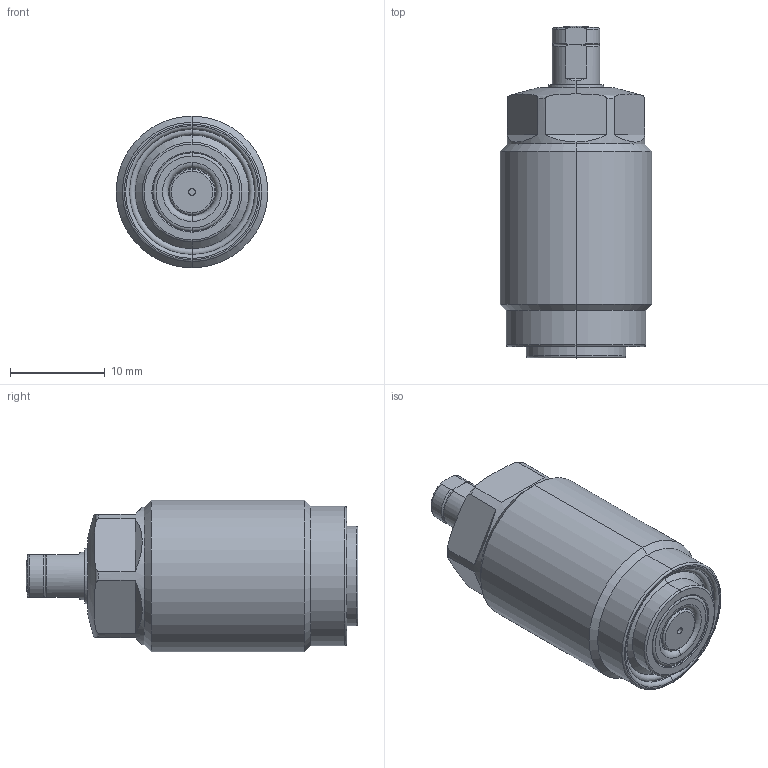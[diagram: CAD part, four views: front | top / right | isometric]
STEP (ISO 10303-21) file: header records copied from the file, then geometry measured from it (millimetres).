
FILE_DESCRIPTION(/* description */ (''),/* implementation_level */ '2;1');
FILE_NAME(/* name */ 'TSC16-S.stp',/* time_stamp */ '2025-01-10T13:21:18+08:00',/* author */ (''),/* organization */ (''),/* preprocessor_version */ 'ST-DEVELOPER v16.7',/* originating_system */ 'SIEMENS PLM Software NX 12.0',/* authorisation */ '');
FILE_SCHEMA (('AUTOMOTIVE_DESIGN { 1 0 10303 214 3 1 1 1 }'));
Length unit declared in the file: millimetre
Products named in the file (6): XLD-M3_contactbolt; XLD-M3_Oring; TSC16-011; TSC16-010; XLDM3; LD0163-x-S_step
Assembly tree (5 placements, depth 3):
  LD0163-x-S_step
    TSC16-010
    TSC16-011
    XLDM3
      XLD-M3_Oring
      XLD-M3_contactbolt
Bounding box: 16 x 35 x 16 mm (x, y, z)
Volume: 5107.9 mm3; surface area: 2417.5 mm2
Topology: 4 solids, 4 shells, 159 faces, 348 edges, 207 vertices
Faces by surface type: torus 52, cylinder 40, plane 35, cone 30, sphere 2
Entity records: 4880 total; most frequent: CARTESIAN_POINT 1188, DIRECTION 838, ORIENTED_EDGE 696, AXIS2_PLACEMENT_3D 369, EDGE_CURVE 348, VERTEX_POINT 207, CIRCLE 204, EDGE_LOOP 173
